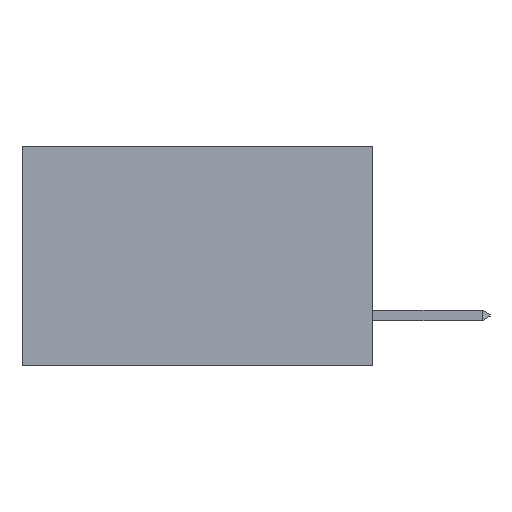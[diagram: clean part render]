
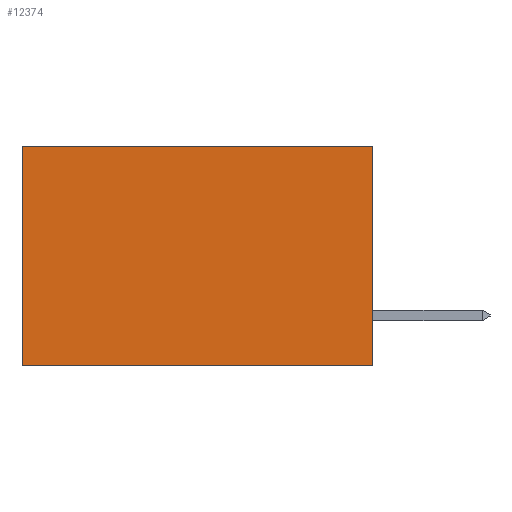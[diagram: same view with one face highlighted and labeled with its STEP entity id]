
A CAD part, left-side view. The second image highlights one B-rep face of the part: STEP entity #12374.
In plain terms, the highlighted planar face has unit normal (-1, 0, 0).
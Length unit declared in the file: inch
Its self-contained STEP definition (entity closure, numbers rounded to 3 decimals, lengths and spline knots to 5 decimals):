
#1384 = EDGE_CURVE ( 'NONE', #5240, #5052, #10751, .T. ) ;
#1472 = VECTOR ( 'NONE', #1530, 39.37008 ) ;
#1530 = DIRECTION ( 'NONE',  ( 0., 1., 0. ) ) ;
#1559 = CARTESIAN_POINT ( 'NONE',  ( 0.277, 0., -0.37 ) ) ;
#1630 = CARTESIAN_POINT ( 'NONE',  ( 0.277, 0., -0.37 ) ) ;
#2904 = ORIENTED_EDGE ( 'NONE', *, *, #4568, .T. ) ;
#3091 = CARTESIAN_POINT ( 'NONE',  ( 0.277, 0.59, -0.37 ) ) ;
#3165 = DIRECTION ( 'NONE',  ( 0., 0., -1. ) ) ;
#3252 = VECTOR ( 'NONE', #3699, 39.37008 ) ;
#3408 = VERTEX_POINT ( 'NONE', #14390 ) ;
#3546 = DIRECTION ( 'NONE',  ( 0., 1., 0. ) ) ;
#3699 = DIRECTION ( 'NONE',  ( 0., 0., -1. ) ) ;
#4568 = EDGE_CURVE ( 'NONE', #3408, #5240, #15001, .T. ) ;
#4870 = CARTESIAN_POINT ( 'NONE',  ( 0.277, 0., 0. ) ) ;
#5052 = VERTEX_POINT ( 'NONE', #3091 ) ;
#5240 = VERTEX_POINT ( 'NONE', #14075 ) ;
#5325 = LINE ( 'NONE', #12387, #1472 ) ;
#5923 = ORIENTED_EDGE ( 'NONE', *, *, #1384, .T. ) ;
#7792 = VECTOR ( 'NONE', #3546, 39.37008 ) ;
#8358 = VERTEX_POINT ( 'NONE', #1559 ) ;
#8519 = PLANE ( 'NONE',  #13725 ) ;
#9855 = ORIENTED_EDGE ( 'NONE', *, *, #11756, .F. ) ;
#10334 = VECTOR ( 'NONE', #10531, 39.37008 ) ;
#10531 = DIRECTION ( 'NONE',  ( 0., 0., -1. ) ) ;
#10590 = CARTESIAN_POINT ( 'NONE',  ( 0.277, 0.59, -0.37 ) ) ;
#10596 = EDGE_LOOP ( 'NONE', ( #5923, #9855, #13115, #2904 ) ) ;
#10751 = LINE ( 'NONE', #10590, #10334 ) ;
#11190 = DIRECTION ( 'NONE',  ( 1., 0., 0. ) ) ;
#11756 = EDGE_CURVE ( 'NONE', #8358, #5052, #5325, .T. ) ;
#12374 = ADVANCED_FACE ( 'NONE', ( #13282 ), #8519, .F. ) ;
#12387 = CARTESIAN_POINT ( 'NONE',  ( 0.277, 0., -0.37 ) ) ;
#13115 = ORIENTED_EDGE ( 'NONE', *, *, #14899, .F. ) ;
#13282 = FACE_OUTER_BOUND ( 'NONE', #10596, .T. ) ;
#13725 = AXIS2_PLACEMENT_3D ( 'NONE', #1630, #11190, #3165 ) ;
#14075 = CARTESIAN_POINT ( 'NONE',  ( 0.277, 0.59, 0. ) ) ;
#14232 = CARTESIAN_POINT ( 'NONE',  ( 0.277, 0., -0.37 ) ) ;
#14390 = CARTESIAN_POINT ( 'NONE',  ( 0.277, 0., 0. ) ) ;
#14899 = EDGE_CURVE ( 'NONE', #3408, #8358, #16636, .T. ) ;
#15001 = LINE ( 'NONE', #4870, #7792 ) ;
#16636 = LINE ( 'NONE', #14232, #3252 ) ;
